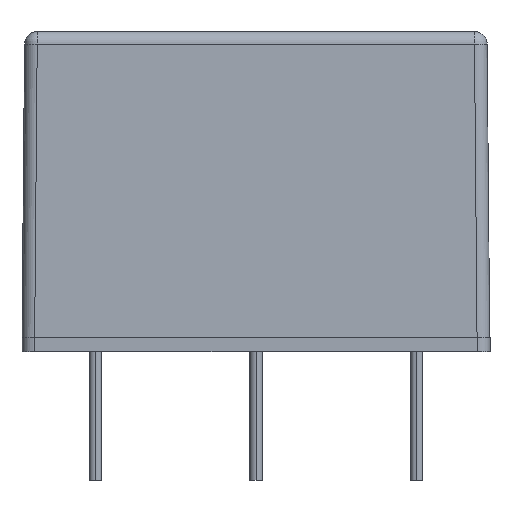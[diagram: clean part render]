
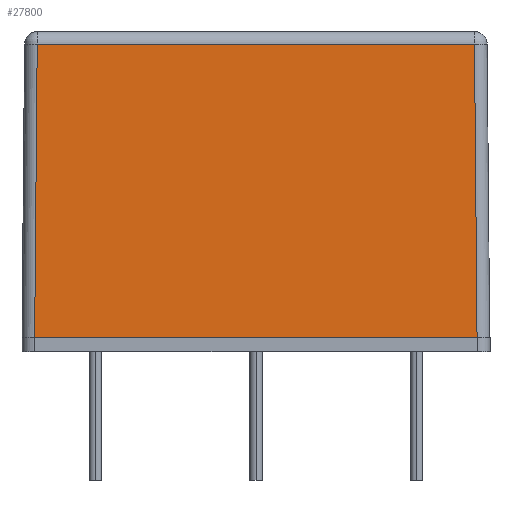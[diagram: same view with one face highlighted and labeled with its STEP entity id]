
A CAD part, front view. The second image highlights one B-rep face of the part: STEP entity #27800.
In plain terms, the highlighted planar face has unit normal (0, -1, 0.009).
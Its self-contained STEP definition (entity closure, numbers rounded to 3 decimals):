
#27410=CARTESIAN_POINT('',(29.559,44.53,0.));
#27420=DIRECTION('',(0.,-1.,0.009));
#27430=DIRECTION('',(-1.,0.,0.));
#27440=AXIS2_PLACEMENT_3D('',#27410,#27420,#27430);
#27450=PLANE('',#27440);
#27460=CARTESIAN_POINT('',(29.005,44.534,
0.5));
#27470=DIRECTION('',(-0.009,0.009,
1.));
#27480=VECTOR('',#27470,1.);
#27490=LINE('',#27460,#27480);
#27500=CARTESIAN_POINT('',(29.005,44.534,0.5));
#27510=VERTEX_POINT('',#27500);
#27520=CARTESIAN_POINT('',(28.883,44.656,
14.405));
#27530=VERTEX_POINT('',#27520);
#27540=EDGE_CURVE('',#27510,#27530,#27490,.T.);
#27550=ORIENTED_EDGE('',*,*,#27540,.T.);
#27560=CARTESIAN_POINT('',(8.013,44.534,
0.5));
#27570=DIRECTION('',(1.,0.,0.));
#27580=VECTOR('',#27570,1.);
#27590=LINE('',#27560,#27580);
#27600=CARTESIAN_POINT('',(8.013,44.534,
0.5));
#27610=VERTEX_POINT('',#27600);
#27620=EDGE_CURVE('',#27610,#27510,#27590,.T.);
#27630=ORIENTED_EDGE('',*,*,#27620,.T.);
#27640=CARTESIAN_POINT('',(8.135,44.656,
14.405));
#27650=DIRECTION('',(-0.009,-0.009,
-1.));
#27660=VECTOR('',#27650,1.);
#27670=LINE('',#27640,#27660);
#27680=CARTESIAN_POINT('',(8.135,44.656,
14.405));
#27690=VERTEX_POINT('',#27680);
#27700=EDGE_CURVE('',#27690,#27610,#27670,.T.);
#27710=ORIENTED_EDGE('',*,*,#27700,.T.);
#27720=CARTESIAN_POINT('',(8.135,44.656,14.405
));
#27730=DIRECTION('',(1.,0.,0.));
#27740=VECTOR('',#27730,1.);
#27750=LINE('',#27720,#27740);
#27760=EDGE_CURVE('',#27690,#27530,#27750,.T.);
#27770=ORIENTED_EDGE('',*,*,#27760,.F.);
#27780=EDGE_LOOP('',(#27770,#27710,#27630,#27550));
#27790=FACE_OUTER_BOUND('',#27780,.T.);
#27800=ADVANCED_FACE('',(#27790),#27450,.T.);
